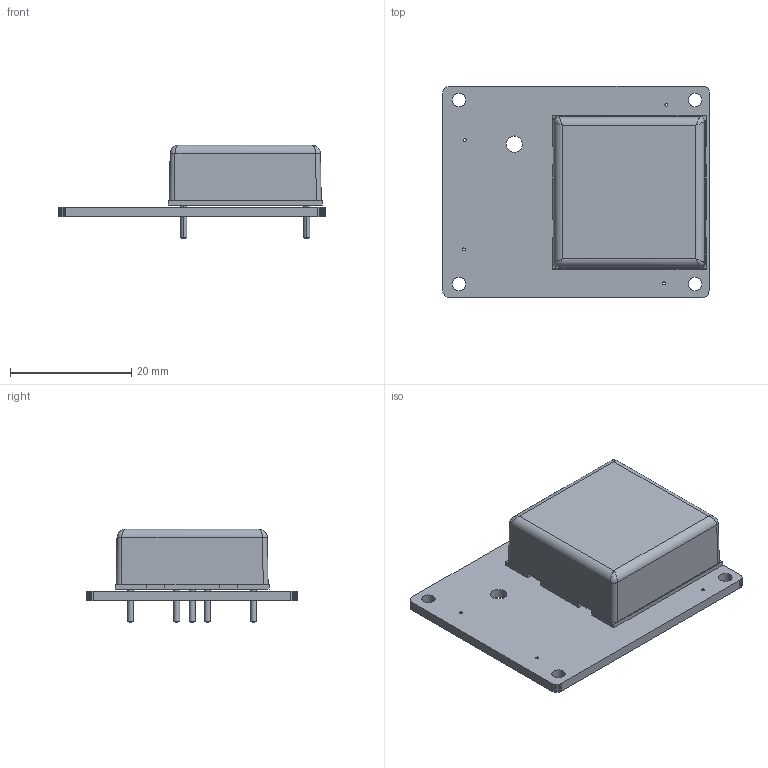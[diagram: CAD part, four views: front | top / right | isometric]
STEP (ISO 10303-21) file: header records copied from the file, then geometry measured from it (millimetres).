
FILE_DESCRIPTION(('KiCad electronic assembly'),'2;1');
FILE_NAME('CiTE_WirelessBase_Power_rev01.step','2023-03-18T15:59:06',( 'Pcbnew'),('Kicad'),'Open CASCADE STEP processor 7.6', 'KiCad to STEP converter','Unknown');
FILE_SCHEMA(('AUTOMOTIVE_DESIGN { 1 0 10303 214 1 1 1 1 }'));
Length unit declared in the file: millimetre
Products named in the file (4): CiTE_WirelessBase_Power_rev01 1; THN_30-2412; SOLID; PCB
Assembly tree (3 placements, depth 3):
  CiTE_WirelessBase_Power_rev01 1
    THN_30-2412
      SOLID
    PCB
Bounding box: 44 x 34.95 x 15.5 mm (x, y, z)
Volume: 8557.5 mm3; surface area: 5666.4 mm2
Topology: 2 solids, 2 shells, 130 faces, 332 edges, 208 vertices
Faces by surface type: plane 79, cylinder 35, cone 12, bspline 4
Full cylindrical faces by diameter (mm): 0.5 x4, 1.2 x6, 2.2 x4, 2.7 x1
Entity records: 9387 total; most frequent: CARTESIAN_POINT 2366, DIRECTION 1232, LINE 820, VECTOR 820, ORIENTED_EDGE 656, PCURVE 656, DEFINITIONAL_REPRESENTATION 656, EDGE_CURVE 328
